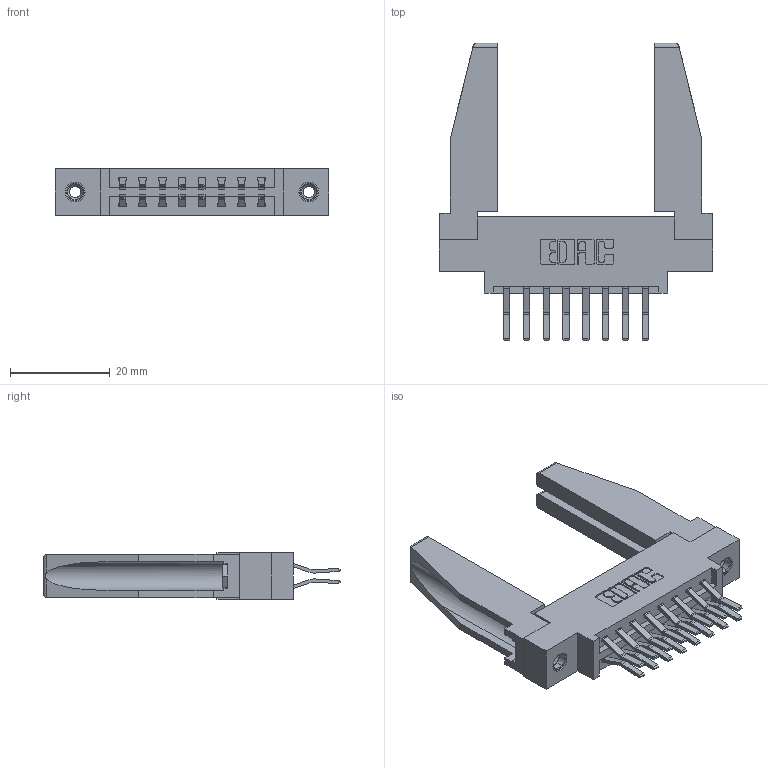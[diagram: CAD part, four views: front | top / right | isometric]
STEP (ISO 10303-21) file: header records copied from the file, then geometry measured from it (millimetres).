
FILE_DESCRIPTION (( 'STEP AP203' ), '1' );
FILE_NAME ('337-016-560-878.STEP', '2019-10-10T18:26:31', ( '' ), ( '' ), 'SwSTEP 2.0', 'SolidWorks 2016', '' );
FILE_SCHEMA (( 'CONFIG_CONTROL_DESIGN' ));
Length unit declared in the file: inch
Products named in the file (5): 345-292-001_560 Tail; 337 Part_0.170 Offset - 0.156 Dia-TI; 337-016-560-878; 307-220-078; 345-250-001_345-250-001-102
Assembly tree (21 placements, depth 2):
  337-016-560-878
    337 Part_0.170 Offset - 0.156 Dia-TI
    345-292-001_560 Tail  x16
    345-250-001_345-250-001-102  x2
    307-220-078  x2
Bounding box: 54.71 x 59.58 x 9.4 mm (x, y, z)
Volume: 9294.1 mm3; surface area: 9904.1 mm2
Topology: 21 solids, 21 shells, 1144 faces, 3325 edges, 2186 vertices
Faces by surface type: plane 766, cylinder 362, cone 12, torus 4
Entity records: 13260 total; most frequent: CARTESIAN_POINT 2264, ORIENTED_EDGE 2156, DIRECTION 1998, EDGE_CURVE 1078, VECTOR 908, LINE 908, VERTEX_POINT 712, AXIS2_PLACEMENT_3D 545
